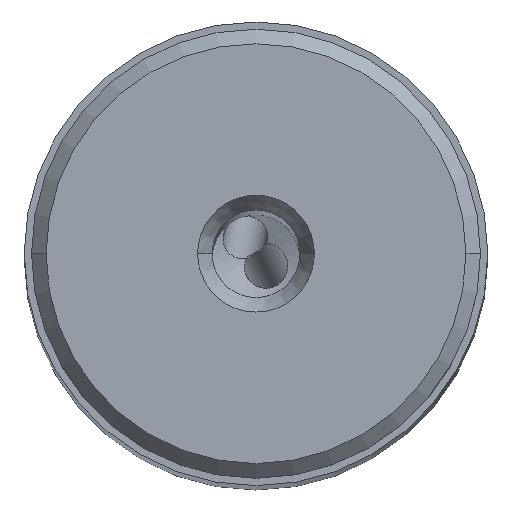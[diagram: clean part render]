
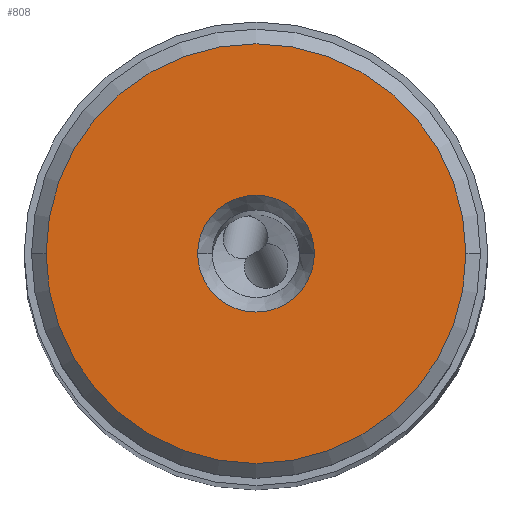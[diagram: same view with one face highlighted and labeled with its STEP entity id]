
A CAD part, top view. The second image highlights one B-rep face of the part: STEP entity #808.
In plain terms, the highlighted planar face has unit normal (0, 0, 1).
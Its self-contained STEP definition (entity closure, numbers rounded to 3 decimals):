
#599=PLANE('',#7481);
#808=ADVANCED_FACE('',(#1194,#1195),#599,.T.);
#1194=FACE_BOUND('',#1369,.T.);
#1195=FACE_BOUND('',#1370,.T.);
#1369=EDGE_LOOP('',(#3696,#3697,#3698,#3699));
#1370=EDGE_LOOP('',(#3700,#3701));
#3696=ORIENTED_EDGE('',*,*,#6097,.F.);
#3697=ORIENTED_EDGE('',*,*,#6098,.F.);
#3698=ORIENTED_EDGE('',*,*,#6099,.F.);
#3699=ORIENTED_EDGE('',*,*,#6100,.F.);
#3700=ORIENTED_EDGE('',*,*,#6101,.F.);
#3701=ORIENTED_EDGE('',*,*,#6096,.F.);
#5232=VERTEX_POINT('',#13874);
#5233=VERTEX_POINT('',#13876);
#5234=VERTEX_POINT('',#13880);
#5235=VERTEX_POINT('',#13881);
#5236=VERTEX_POINT('',#13883);
#5237=VERTEX_POINT('',#13885);
#6096=EDGE_CURVE('',#5233,#5232,#6731,.T.);
#6097=EDGE_CURVE('',#5234,#5235,#6732,.T.);
#6098=EDGE_CURVE('',#5236,#5234,#6733,.T.);
#6099=EDGE_CURVE('',#5237,#5236,#6734,.T.);
#6100=EDGE_CURVE('',#5235,#5237,#6735,.T.);
#6101=EDGE_CURVE('',#5232,#5233,#6736,.T.);
#6731=CIRCLE('',#7474,4.);
#6732=CIRCLE('',#7476,14.375);
#6733=CIRCLE('',#7477,14.375);
#6734=CIRCLE('',#7478,14.375);
#6735=CIRCLE('',#7479,14.375);
#6736=CIRCLE('',#7480,4.);
#7474=AXIS2_PLACEMENT_3D('',#13877,#8765,#8766);
#7476=AXIS2_PLACEMENT_3D('',#13879,#8769,#8770);
#7477=AXIS2_PLACEMENT_3D('',#13882,#8771,#8772);
#7478=AXIS2_PLACEMENT_3D('',#13884,#8773,#8774);
#7479=AXIS2_PLACEMENT_3D('',#13886,#8775,#8776);
#7480=AXIS2_PLACEMENT_3D('',#13887,#8777,#8778);
#7481=AXIS2_PLACEMENT_3D('',#13888,#8779,#8780);
#8765=DIRECTION('',(0.,0.,1.));
#8766=DIRECTION('',(-1.,0.,0.));
#8769=DIRECTION('',(0.,0.,-1.));
#8770=DIRECTION('',(0.,1.,0.));
#8771=DIRECTION('',(0.,0.,-1.));
#8772=DIRECTION('',(-1.,0.,0.));
#8773=DIRECTION('',(0.,0.,-1.));
#8774=DIRECTION('',(0.,-1.,0.));
#8775=DIRECTION('',(0.,0.,-1.));
#8776=DIRECTION('',(1.,0.,0.));
#8777=DIRECTION('',(0.,0.,1.));
#8778=DIRECTION('',(1.,0.,0.));
#8779=DIRECTION('',(0.,0.,1.));
#8780=DIRECTION('',(1.,0.,0.));
#13874=CARTESIAN_POINT('',(4.,0.,0.));
#13876=CARTESIAN_POINT('',(-4.,0.,0.));
#13877=CARTESIAN_POINT('',(0.,0.,0.));
#13879=CARTESIAN_POINT('',(0.,0.,0.));
#13880=CARTESIAN_POINT('',(0.,14.375,0.));
#13881=CARTESIAN_POINT('',(14.375,0.,0.));
#13882=CARTESIAN_POINT('',(0.,0.,0.));
#13883=CARTESIAN_POINT('',(-14.375,0.,0.));
#13884=CARTESIAN_POINT('',(0.,0.,0.));
#13885=CARTESIAN_POINT('',(0.,-14.375,0.));
#13886=CARTESIAN_POINT('',(0.,0.,0.));
#13887=CARTESIAN_POINT('',(0.,0.,0.));
#13888=CARTESIAN_POINT('',(0.,0.001,0.));
